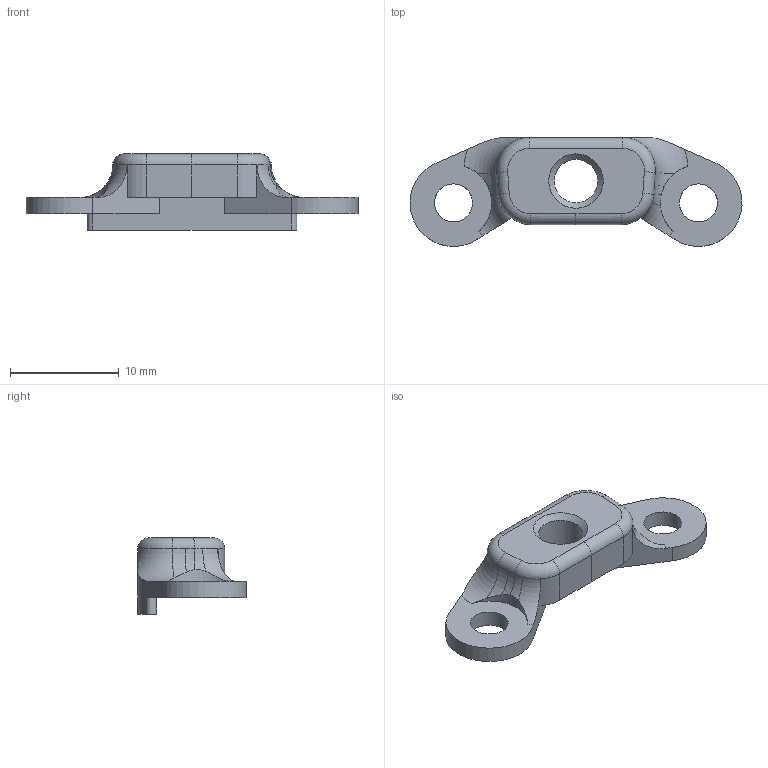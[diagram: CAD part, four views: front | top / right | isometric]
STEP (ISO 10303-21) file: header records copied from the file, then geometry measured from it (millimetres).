
FILE_DESCRIPTION(/* description */ (''),/* implementation_level */ '2;1');
FILE_NAME(/* name */ 'Photodiode Shroud.step',/* time_stamp */ '2020-01-19T16:17:50+00:00',/* author */ (''),/* organization */ (''),/* preprocessor_version */ 'ST-DEVELOPER v18',/* originating_system */ 'Autodesk Translation Framework v8.12.0.6',/* authorisation */ '');
FILE_SCHEMA (('AUTOMOTIVE_DESIGN { 1 0 10303 214 3 1 1 }'));
Length unit declared in the file: millimetre
Products named in the file (2): Photogate; Component1
Assembly tree (1 placements, depth 2):
  Photogate
    Component1
Bounding box: 30.49 x 10 x 7 mm (x, y, z)
Volume: 699.6 mm3; surface area: 800.9 mm2
Topology: 1 solids, 1 shells, 50 faces, 136 edges, 88 vertices
Faces by surface type: cylinder 22, plane 17, torus 10, cone 1
Full cylindrical faces by diameter (mm): 3.5 x2, 4 x1
Entity records: 1910 total; most frequent: CARTESIAN_POINT 427, DIRECTION 280, ORIENTED_EDGE 272, EDGE_CURVE 136, AXIS2_PLACEMENT_3D 110, VERTEX_POINT 88, LINE 60, VECTOR 60
